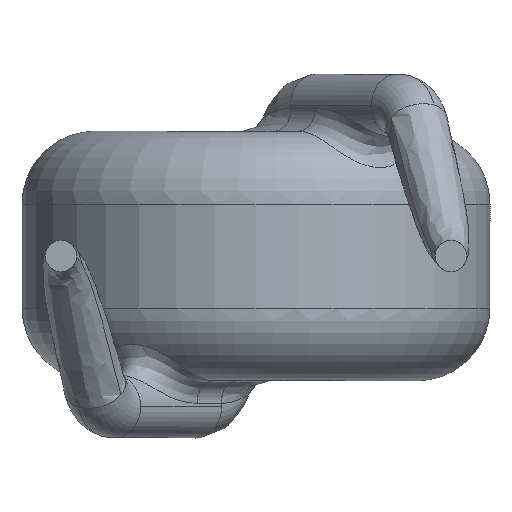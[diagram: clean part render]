
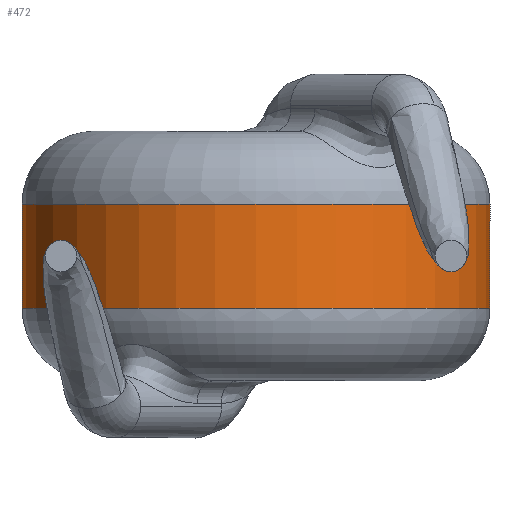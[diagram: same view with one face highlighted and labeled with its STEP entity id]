
A CAD part, front view. The second image highlights one B-rep face of the part: STEP entity #472.
In plain terms, the highlighted cylindrical face has radius 4.5 mm (diameter 9 mm), a partial arc.
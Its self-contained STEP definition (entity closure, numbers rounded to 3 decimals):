
#215 = DIRECTION ( 'NONE',  ( 0., 0., -1. ) ) ;
#235 = CARTESIAN_POINT ( 'NONE',  ( -4.5, 7.5, -1. ) ) ;
#256 = CARTESIAN_POINT ( 'NONE',  ( 0., 7.5, -1. ) ) ;
#308 = AXIS2_PLACEMENT_3D ( 'NONE', #256, #414, #1360 ) ;
#383 = EDGE_CURVE ( 'NONE', #1305, #1219, #1751, .T. ) ;
#386 = DIRECTION ( 'NONE',  ( 0., 0., -1. ) ) ;
#410 = CYLINDRICAL_SURFACE ( 'NONE', #983, 4.5 ) ;
#414 = DIRECTION ( 'NONE',  ( 0., 0., 1. ) ) ;
#460 = VERTEX_POINT ( 'NONE', #1938 ) ;
#472 = ADVANCED_FACE ( 'NONE', ( #950 ), #410, .T. ) ;
#500 = EDGE_CURVE ( 'NONE', #1305, #460, #1847, .T. ) ;
#504 = AXIS2_PLACEMENT_3D ( 'NONE', #1316, #386, #541 ) ;
#541 = DIRECTION ( 'NONE',  ( 1., 0., 0. ) ) ;
#544 = DIRECTION ( 'NONE',  ( 0., 0., -1. ) ) ;
#619 = DIRECTION ( 'NONE',  ( 0., 0., -1. ) ) ;
#678 = ORIENTED_EDGE ( 'NONE', *, *, #383, .F. ) ;
#685 = ORIENTED_EDGE ( 'NONE', *, *, #500, .T. ) ;
#842 = EDGE_CURVE ( 'NONE', #460, #1184, #1508, .T. ) ;
#884 = CARTESIAN_POINT ( 'NONE',  ( 4.5, 7.5, -1. ) ) ;
#918 = CIRCLE ( 'NONE', #308, 4.5 ) ;
#950 = FACE_OUTER_BOUND ( 'NONE', #1136, .T. ) ;
#975 = CARTESIAN_POINT ( 'NONE',  ( 0., 7.5, 2.4 ) ) ;
#983 = AXIS2_PLACEMENT_3D ( 'NONE', #975, #215, #1451 ) ;
#984 = ORIENTED_EDGE ( 'NONE', *, *, #1736, .T. ) ;
#1034 = CARTESIAN_POINT ( 'NONE',  ( 4.5, 7.5, 1. ) ) ;
#1136 = EDGE_LOOP ( 'NONE', ( #678, #685, #1299, #984 ) ) ;
#1184 = VERTEX_POINT ( 'NONE', #235 ) ;
#1219 = VERTEX_POINT ( 'NONE', #884 ) ;
#1299 = ORIENTED_EDGE ( 'NONE', *, *, #842, .T. ) ;
#1305 = VERTEX_POINT ( 'NONE', #1034 ) ;
#1316 = CARTESIAN_POINT ( 'NONE',  ( 0., 7.5, 1. ) ) ;
#1319 = CARTESIAN_POINT ( 'NONE',  ( -4.5, 7.5, 2.4 ) ) ;
#1360 = DIRECTION ( 'NONE',  ( -1., 0., 0. ) ) ;
#1436 = VECTOR ( 'NONE', #544, 1000. ) ;
#1451 = DIRECTION ( 'NONE',  ( -1., 0., 0. ) ) ;
#1487 = VECTOR ( 'NONE', #619, 1000. ) ;
#1508 = LINE ( 'NONE', #1319, #1436 ) ;
#1699 = CARTESIAN_POINT ( 'NONE',  ( 4.5, 7.5, 2.4 ) ) ;
#1736 = EDGE_CURVE ( 'NONE', #1184, #1219, #918, .T. ) ;
#1751 = LINE ( 'NONE', #1699, #1487 ) ;
#1847 = CIRCLE ( 'NONE', #504, 4.5 ) ;
#1938 = CARTESIAN_POINT ( 'NONE',  ( -4.5, 7.5, 1. ) ) ;
